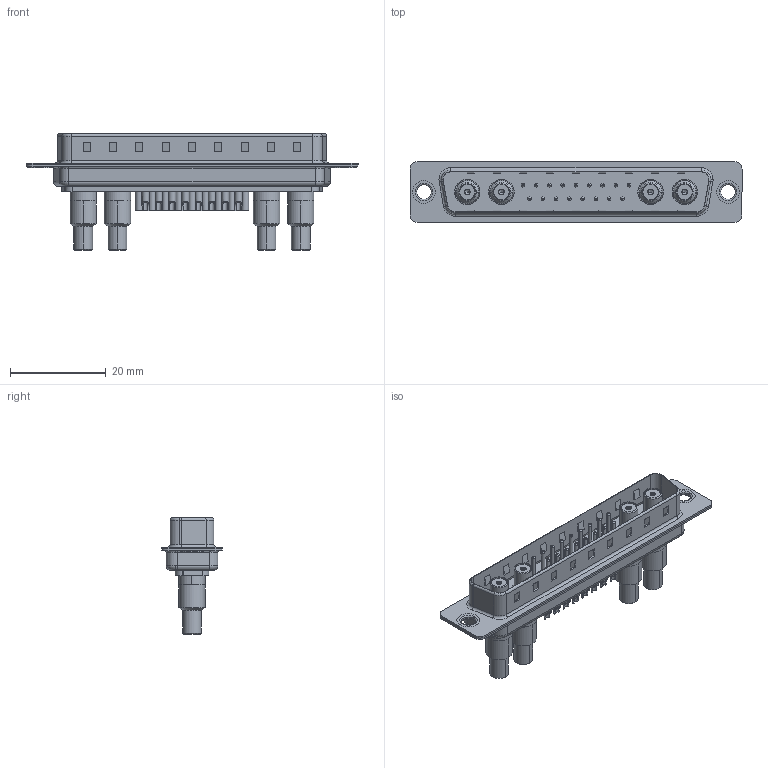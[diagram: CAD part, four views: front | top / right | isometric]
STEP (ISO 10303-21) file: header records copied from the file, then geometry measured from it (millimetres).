
FILE_DESCRIPTION (( 'STEP AP203' ), '1' );
FILE_NAME ('627-21W4622-7T1.STEP', '2019-05-30T18:30:31', ( '' ), ( '' ), 'SwSTEP 2.0', 'SolidWorks 2016', '' );
FILE_SCHEMA (( 'CONFIG_CONTROL_DESIGN' ));
Length unit declared in the file: millimetre
Products named in the file (14): Solder Cover; 627Combo Shell Rear_37 Contacts; Co-Ax Jack Assy_SC; 627Combo Shell Front_37 Contacts; 627Combo Contact Row 1_22; 627Combo Thru Hole Rivet; 627Combo Contact Row 2_22; Co-Ax Jack_Solder Cup Tail; 627-21W4622-7T1; Insulator Socket; Insulator Socket 2; Locking Collar; Socket_Solder Cup; 627Combo Housing_21W4
Assembly tree (32 placements, depth 3):
  627-21W4622-7T1
    627Combo Housing_21W4
    627Combo Shell Rear_37 Contacts
    627Combo Shell Front_37 Contacts
    627Combo Thru Hole Rivet  x2
    Co-Ax Jack Assy_SC  x4
      Co-Ax Jack_Solder Cup Tail
      Insulator Socket
      Insulator Socket 2
      Locking Collar
      Socket_Solder Cup
      Solder Cover
    627Combo Contact Row 1_22  x9
    627Combo Contact Row 2_22  x8
Bounding box: 69.3 x 12.6 x 24.3 mm (x, y, z)
Volume: 4224.4 mm3; surface area: 12475.9 mm2
Topology: 46 solids, 46 shells, 1535 faces, 3559 edges, 2181 vertices
Faces by surface type: cylinder 653, plane 516, torus 244, cone 114, bspline 8
Entity records: 22985 total; most frequent: DIRECTION 3864, CARTESIAN_POINT 3759, ORIENTED_EDGE 3376, EDGE_CURVE 1688, AXIS2_PLACEMENT_3D 1486, VERTEX_POINT 1068, LINE 892, VECTOR 892
